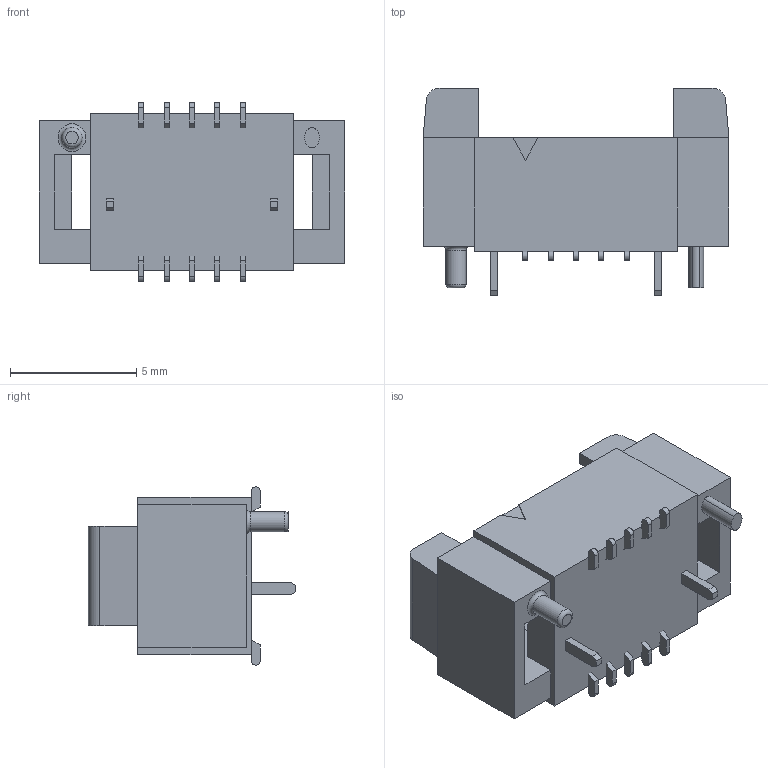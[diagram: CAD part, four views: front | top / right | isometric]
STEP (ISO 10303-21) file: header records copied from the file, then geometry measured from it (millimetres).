
FILE_DESCRIPTION( ( 'STEP AP203' ), '1' );
FILE_NAME( 'T1M-05-GF-DV.stp', '2022-01-14T00:29:01', ( 'License CC BY-ND 4.0' ), ( 'CADENAS' ), ' ', 'PARTsolutions', ' ' );
FILE_SCHEMA( ( 'CONFIG_CONTROL_DESIGN' ) );
Length unit declared in the file: millimetre
Products named in the file (3): T1M-05-GF-DV; _T1T1M-05-T-DV; _P2T1M-05-T-DV
Assembly tree (2 placements, depth 2):
  T1M-05-GF-DV
    _T1T1M-05-T-DV
    _P2T1M-05-T-DV
Bounding box: 12.1 x 8.2 x 7.05 mm (x, y, z)
Volume: 205.4 mm3; surface area: 569.7 mm2
Topology: 2 solids, 2 shells, 212 faces, 618 edges, 410 vertices
Faces by surface type: plane 183, cylinder 27, torus 2
Full cylindrical faces by diameter (mm): 0.8 x1
Entity records: 7011 total; most frequent: CARTESIAN_POINT 1240, ORIENTED_EDGE 1230, DIRECTION 1101, EDGE_CURVE 615, LINE 559, VECTOR 559, VERTEX_POINT 410, AXIS2_PLACEMENT_3D 271
